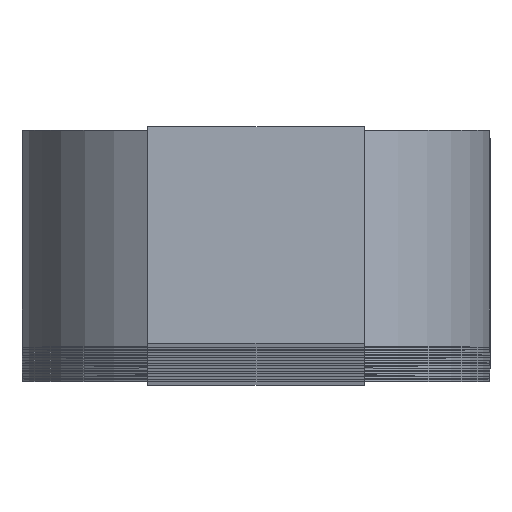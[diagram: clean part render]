
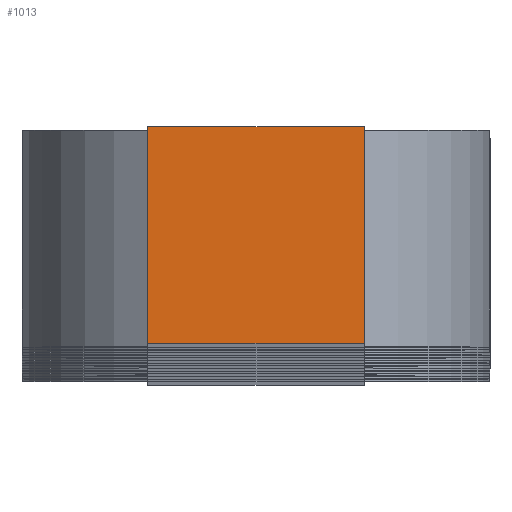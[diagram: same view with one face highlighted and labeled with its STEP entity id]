
A CAD part, top view. The second image highlights one B-rep face of the part: STEP entity #1013.
In plain terms, the highlighted planar face has unit normal (0, 0, 1).
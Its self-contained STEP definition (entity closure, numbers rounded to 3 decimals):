
#55 = DIRECTION ( 'NONE',  ( -1., 0., 0. ) ) ;
#245 = CARTESIAN_POINT ( 'NONE',  ( 9., 9., 1000. ) ) ;
#327 = EDGE_CURVE ( 'NONE', #2995, #5660, #3000, .T. ) ;
#1013 = ADVANCED_FACE ( 'NONE', ( #8265 ), #4410, .T. ) ;
#1102 = VERTEX_POINT ( 'NONE', #2445 ) ;
#1877 = LINE ( 'NONE', #9359, #12467 ) ;
#2369 = VERTEX_POINT ( 'NONE', #6077 ) ;
#2445 = CARTESIAN_POINT ( 'NONE',  ( -9., 9., 1000. ) ) ;
#2995 = VERTEX_POINT ( 'NONE', #10135 ) ;
#3000 = LINE ( 'NONE', #11471, #9618 ) ;
#3345 = EDGE_LOOP ( 'NONE', ( #11720, #7318, #4893, #11458 ) ) ;
#4410 = PLANE ( 'NONE',  #12055 ) ;
#4701 = EDGE_CURVE ( 'NONE', #2369, #2995, #1877, .T. ) ;
#4893 = ORIENTED_EDGE ( 'NONE', *, *, #9480, .T. ) ;
#5116 = DIRECTION ( 'NONE',  ( 1., 0., 0. ) ) ;
#5585 = VECTOR ( 'NONE', #11051, 1000. ) ;
#5660 = VERTEX_POINT ( 'NONE', #245 ) ;
#6077 = CARTESIAN_POINT ( 'NONE',  ( -9., -9., 1000. ) ) ;
#7318 = ORIENTED_EDGE ( 'NONE', *, *, #11583, .T. ) ;
#7594 = CARTESIAN_POINT ( 'NONE',  ( -9., 9., 1000. ) ) ;
#8265 = FACE_OUTER_BOUND ( 'NONE', #3345, .T. ) ;
#8269 = DIRECTION ( 'NONE',  ( 0., 0., 1. ) ) ;
#8374 = CARTESIAN_POINT ( 'NONE',  ( 0., 0., 1000. ) ) ;
#8900 = CARTESIAN_POINT ( 'NONE',  ( -9., 9., 1000. ) ) ;
#9037 = LINE ( 'NONE', #8900, #5585 ) ;
#9359 = CARTESIAN_POINT ( 'NONE',  ( -9., -9., 1000. ) ) ;
#9480 = EDGE_CURVE ( 'NONE', #1102, #2369, #9037, .T. ) ;
#9618 = VECTOR ( 'NONE', #10452, 1000. ) ;
#9966 = VECTOR ( 'NONE', #55, 1000. ) ;
#10135 = CARTESIAN_POINT ( 'NONE',  ( 9., -9., 1000. ) ) ;
#10452 = DIRECTION ( 'NONE',  ( 0., 1., 0. ) ) ;
#11051 = DIRECTION ( 'NONE',  ( 0., -1., 0. ) ) ;
#11458 = ORIENTED_EDGE ( 'NONE', *, *, #4701, .T. ) ;
#11471 = CARTESIAN_POINT ( 'NONE',  ( 9., 9., 1000. ) ) ;
#11583 = EDGE_CURVE ( 'NONE', #5660, #1102, #12131, .T. ) ;
#11720 = ORIENTED_EDGE ( 'NONE', *, *, #327, .T. ) ;
#12055 = AXIS2_PLACEMENT_3D ( 'NONE', #8374, #8269, #5116 ) ;
#12131 = LINE ( 'NONE', #7594, #9966 ) ;
#12467 = VECTOR ( 'NONE', #13653, 1000. ) ;
#13653 = DIRECTION ( 'NONE',  ( 1., 0., 0. ) ) ;
